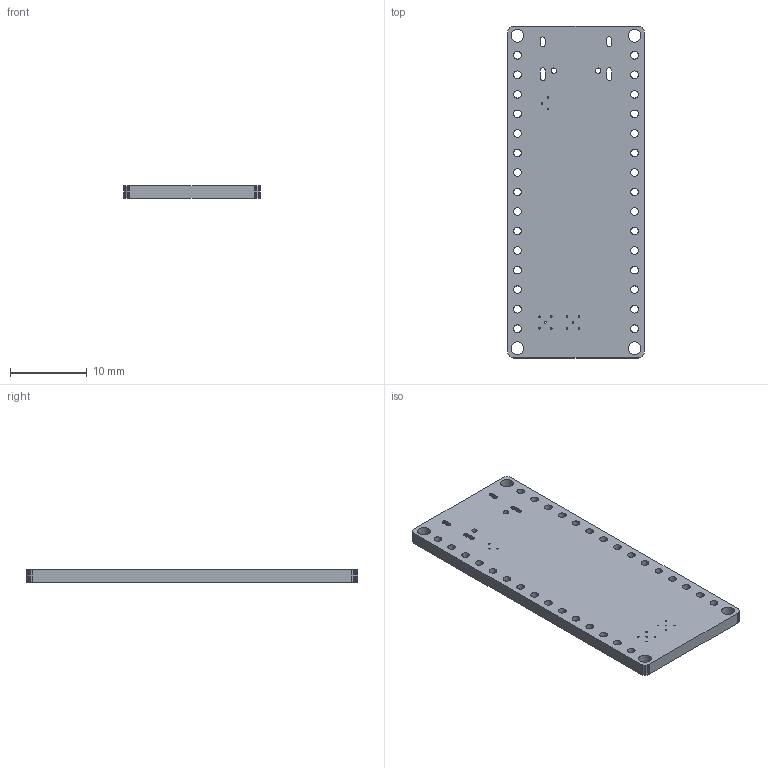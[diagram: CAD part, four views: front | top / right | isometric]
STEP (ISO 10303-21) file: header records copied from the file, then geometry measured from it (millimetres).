
FILE_DESCRIPTION(('PTSolns Nano Flip'),'2;1');
FILE_NAME( 'PTSolns_Nano_Flip.step', '2025-02-14T12:47:16', ('PTSolns'), (''), 'v1.0', '', '');
FILE_SCHEMA(('AUTOMOTIVE_DESIGN { 1 0 10303 214 1 1 1 1 }'));
Length unit declared in the file: millimetre
Products named in the file (1): PTSolns_Nano_Flip
Bounding box: 17.78 x 43.18 x 1.6 mm (x, y, z)
Volume: 1169 mm3; surface area: 1881.7 mm2
Topology: 1 solids, 1 shells, 163 faces, 483 edges, 322 vertices
Faces by surface type: plane 114, cylinder 49
Full cylindrical faces by diameter (mm): 0.2 x13, 0.7 x2, 1 x30, 1.651 x4
Entity records: 5669 total; most frequent: CARTESIAN_POINT 969, ORIENTED_EDGE 966, DIRECTION 909, EDGE_CURVE 483, LINE 385, VECTOR 385, VERTEX_POINT 322, FACE_BOUND 269
